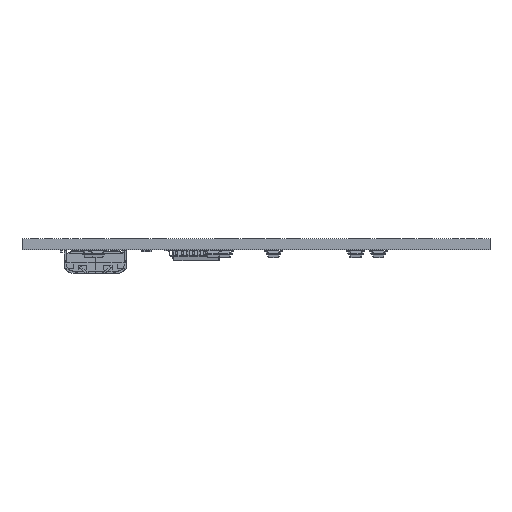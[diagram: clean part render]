
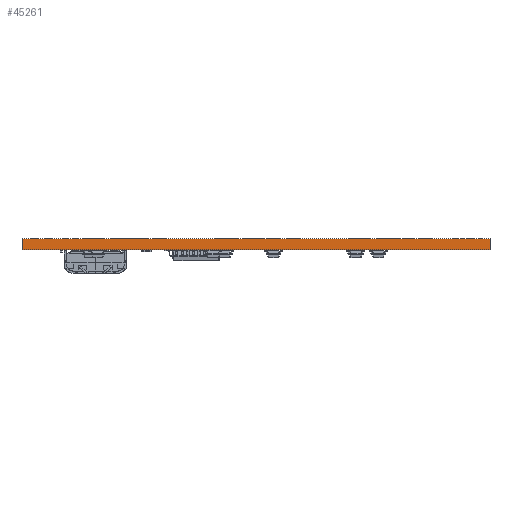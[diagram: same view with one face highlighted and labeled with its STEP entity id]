
A CAD part, front view. The second image highlights one B-rep face of the part: STEP entity #45261.
In plain terms, the highlighted planar face has unit normal (0, -1, 0).
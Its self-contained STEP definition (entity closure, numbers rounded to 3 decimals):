
#45261 = ADVANCED_FACE('',(#45262),#45296,.T.);
#45262 = FACE_BOUND('',#45263,.T.);
#45263 = EDGE_LOOP('',(#45264,#45274,#45282,#45290));
#45264 = ORIENTED_EDGE('',*,*,#45265,.T.);
#45265 = EDGE_CURVE('',#45266,#45268,#45270,.T.);
#45266 = VERTEX_POINT('',#45267);
#45267 = CARTESIAN_POINT('',(142.13,-100.01,0.));
#45268 = VERTEX_POINT('',#45269);
#45269 = CARTESIAN_POINT('',(142.13,-100.01,1.6));
#45270 = LINE('',#45271,#45272);
#45271 = CARTESIAN_POINT('',(142.13,-100.01,0.));
#45272 = VECTOR('',#45273,1.);
#45273 = DIRECTION('',(0.,0.,1.));
#45274 = ORIENTED_EDGE('',*,*,#45275,.T.);
#45275 = EDGE_CURVE('',#45268,#45276,#45278,.T.);
#45276 = VERTEX_POINT('',#45277);
#45277 = CARTESIAN_POINT('',(74.8,-100.01,1.6));
#45278 = LINE('',#45279,#45280);
#45279 = CARTESIAN_POINT('',(142.13,-100.01,1.6));
#45280 = VECTOR('',#45281,1.);
#45281 = DIRECTION('',(-1.,0.,0.));
#45282 = ORIENTED_EDGE('',*,*,#45283,.F.);
#45283 = EDGE_CURVE('',#45284,#45276,#45286,.T.);
#45284 = VERTEX_POINT('',#45285);
#45285 = CARTESIAN_POINT('',(74.8,-100.01,0.));
#45286 = LINE('',#45287,#45288);
#45287 = CARTESIAN_POINT('',(74.8,-100.01,0.));
#45288 = VECTOR('',#45289,1.);
#45289 = DIRECTION('',(0.,0.,1.));
#45290 = ORIENTED_EDGE('',*,*,#45291,.F.);
#45291 = EDGE_CURVE('',#45266,#45284,#45292,.T.);
#45292 = LINE('',#45293,#45294);
#45293 = CARTESIAN_POINT('',(142.13,-100.01,0.));
#45294 = VECTOR('',#45295,1.);
#45295 = DIRECTION('',(-1.,0.,0.));
#45296 = PLANE('',#45297);
#45297 = AXIS2_PLACEMENT_3D('',#45298,#45299,#45300);
#45298 = CARTESIAN_POINT('',(142.13,-100.01,0.));
#45299 = DIRECTION('',(0.,-1.,0.));
#45300 = DIRECTION('',(-1.,0.,0.));
